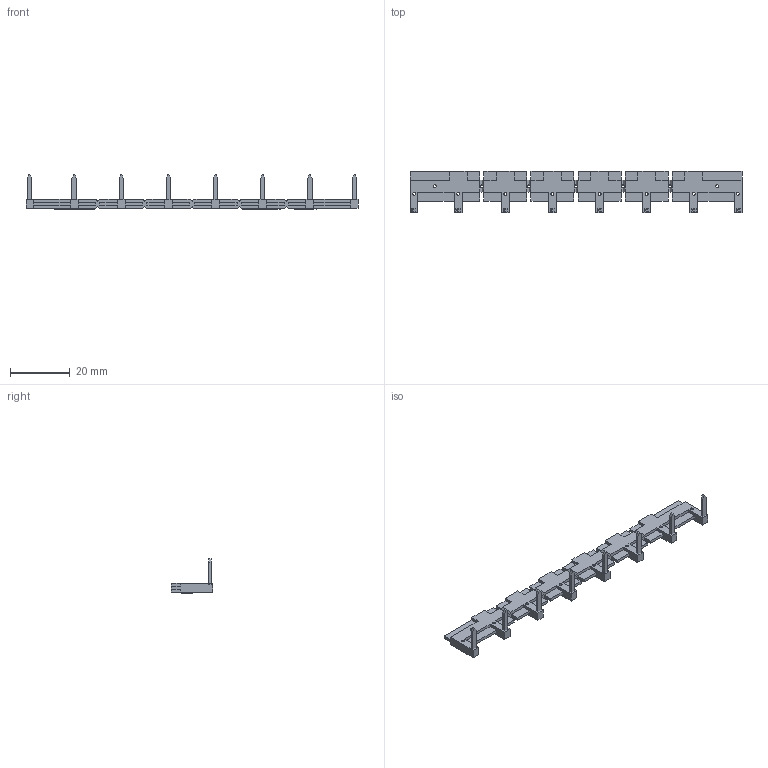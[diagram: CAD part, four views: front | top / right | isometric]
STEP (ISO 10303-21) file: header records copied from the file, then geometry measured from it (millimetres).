
FILE_DESCRIPTION (( 'STEP AP214' ), '1' );
FILE_NAME ('ZGGZ80.STEP', '2016-06-21T06:29:57', ( '' ), ( '' ), 'SwSTEP 2.0', 'SolidWorks 2016', '' );
FILE_SCHEMA (( 'AUTOMOTIVE_DESIGN' ));
Length unit declared in the file: millimetre
Products named in the file (1): ZGGZ80
Bounding box: 111.3 x 13.8 x 11.49 mm (x, y, z)
Surface area: 3900.7 mm2 (no closed solid volume)
Topology: 0 solids, 9 shells, 484 faces, 1388 edges, 926 vertices
Faces by surface type: plane 358, bspline 96, cylinder 30
Entity records: 26973 total; most frequent: CARTESIAN_POINT 9683, ORIENTED_EDGE 2726, DIRECTION 1972, EDGE_CURVE 1388, LINE 1114, VECTOR 1114, VERTEX_POINT 926, EDGE_LOOP 530
